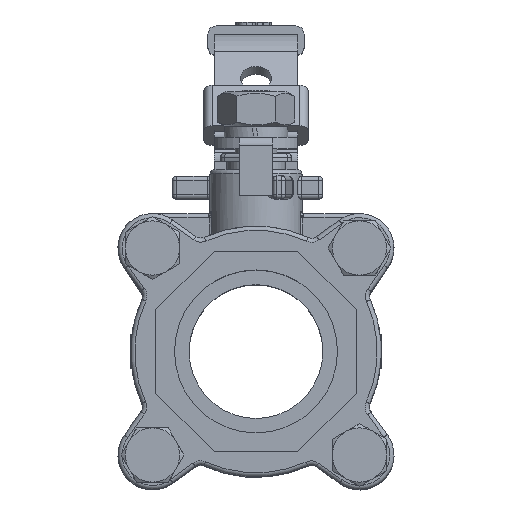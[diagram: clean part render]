
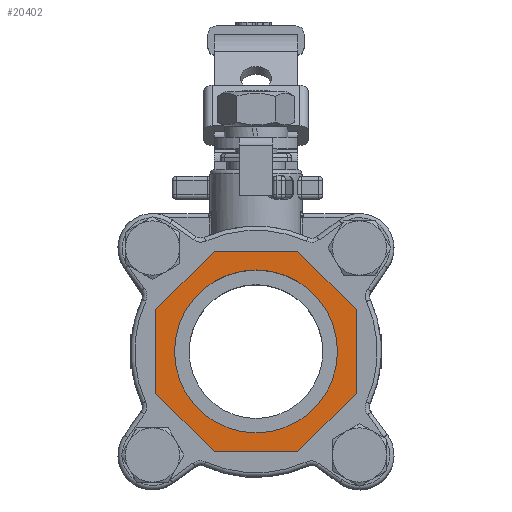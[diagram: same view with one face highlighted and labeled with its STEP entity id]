
A CAD part, top view. The second image highlights one B-rep face of the part: STEP entity #20402.
In plain terms, the highlighted planar face has unit normal (0, 0, 1).
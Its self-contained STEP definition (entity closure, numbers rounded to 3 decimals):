
#1133=FACE_BOUND('',#6265,.T.);
#1667=LINE('',#28615,#3150);
#1670=LINE('',#28621,#3153);
#1673=LINE('',#28627,#3156);
#1676=LINE('',#28633,#3159);
#1679=LINE('',#28639,#3162);
#1682=LINE('',#28645,#3165);
#1685=LINE('',#28651,#3168);
#1688=LINE('',#28655,#3171);
#3150=VECTOR('',#23835,10.);
#3153=VECTOR('',#23840,10.);
#3156=VECTOR('',#23845,10.);
#3159=VECTOR('',#23850,10.);
#3162=VECTOR('',#23855,10.);
#3165=VECTOR('',#23860,10.);
#3168=VECTOR('',#23865,10.);
#3171=VECTOR('',#23870,10.);
#4522=PLANE('',#21757);
#5072=FACE_OUTER_BOUND('',#6264,.T.);
#6264=EDGE_LOOP('',(#13850,#13851,#13852,#13853,#13854,#13855,#13856,#13857));
#6265=EDGE_LOOP('',(#13858,#13859));
#7494=CIRCLE('',#21744,19.476);
#7495=CIRCLE('',#21745,19.476);
#8424=VERTEX_POINT('',#28598);
#8425=VERTEX_POINT('',#28599);
#8430=VERTEX_POINT('',#28612);
#8431=VERTEX_POINT('',#28614);
#8433=VERTEX_POINT('',#28620);
#8435=VERTEX_POINT('',#28626);
#8437=VERTEX_POINT('',#28632);
#8439=VERTEX_POINT('',#28638);
#8441=VERTEX_POINT('',#28644);
#8443=VERTEX_POINT('',#28650);
#10455=EDGE_CURVE('',#8424,#8425,#7494,.T.);
#10456=EDGE_CURVE('',#8425,#8424,#7495,.T.);
#10462=EDGE_CURVE('',#8431,#8430,#1667,.T.);
#10465=EDGE_CURVE('',#8433,#8431,#1670,.T.);
#10468=EDGE_CURVE('',#8435,#8433,#1673,.T.);
#10471=EDGE_CURVE('',#8437,#8435,#1676,.T.);
#10474=EDGE_CURVE('',#8439,#8437,#1679,.T.);
#10477=EDGE_CURVE('',#8441,#8439,#1682,.T.);
#10480=EDGE_CURVE('',#8443,#8441,#1685,.T.);
#10483=EDGE_CURVE('',#8430,#8443,#1688,.T.);
#13850=ORIENTED_EDGE('',*,*,#10483,.T.);
#13851=ORIENTED_EDGE('',*,*,#10480,.T.);
#13852=ORIENTED_EDGE('',*,*,#10477,.T.);
#13853=ORIENTED_EDGE('',*,*,#10474,.T.);
#13854=ORIENTED_EDGE('',*,*,#10471,.T.);
#13855=ORIENTED_EDGE('',*,*,#10468,.T.);
#13856=ORIENTED_EDGE('',*,*,#10465,.T.);
#13857=ORIENTED_EDGE('',*,*,#10462,.T.);
#13858=ORIENTED_EDGE('',*,*,#10455,.T.);
#13859=ORIENTED_EDGE('',*,*,#10456,.T.);
#20402=ADVANCED_FACE('',(#5072,#1133),#4522,.T.);
#21744=AXIS2_PLACEMENT_3D('',#28600,#23820,#23821);
#21745=AXIS2_PLACEMENT_3D('',#28601,#23822,#23823);
#21757=AXIS2_PLACEMENT_3D('',#28656,#23871,#23872);
#23820=DIRECTION('center_axis',(0.,0.,-1.));
#23821=DIRECTION('ref_axis',(-1.,0.,0.));
#23822=DIRECTION('center_axis',(0.,0.,-1.));
#23823=DIRECTION('ref_axis',(-1.,0.,0.));
#23835=DIRECTION('',(0.,-1.,0.));
#23840=DIRECTION('',(-0.707,-0.707,0.));
#23845=DIRECTION('',(-1.,0.,0.));
#23850=DIRECTION('',(-0.707,0.707,0.));
#23855=DIRECTION('',(0.,1.,0.));
#23860=DIRECTION('',(0.707,0.707,0.));
#23865=DIRECTION('',(1.,0.,0.));
#23870=DIRECTION('',(0.707,-0.707,0.));
#23871=DIRECTION('center_axis',(0.,0.,1.));
#23872=DIRECTION('ref_axis',(-1.,0.,0.));
#28598=CARTESIAN_POINT('',(-19.476,0.,48.5));
#28599=CARTESIAN_POINT('',(19.476,0.,48.5));
#28600=CARTESIAN_POINT('Origin',(0.,0.,48.5));
#28601=CARTESIAN_POINT('Origin',(0.,0.,48.5));
#28612=CARTESIAN_POINT('',(-24.,-9.941,48.5));
#28614=CARTESIAN_POINT('',(-24.,9.941,48.5));
#28615=CARTESIAN_POINT('',(-24.,-9.941,48.5));
#28620=CARTESIAN_POINT('',(-9.941,24.,48.5));
#28621=CARTESIAN_POINT('',(-24.,9.941,48.5));
#28626=CARTESIAN_POINT('',(9.941,24.,48.5));
#28627=CARTESIAN_POINT('',(-9.941,24.,48.5));
#28632=CARTESIAN_POINT('',(24.,9.941,48.5));
#28633=CARTESIAN_POINT('',(9.941,24.,48.5));
#28638=CARTESIAN_POINT('',(24.,-9.941,48.5));
#28639=CARTESIAN_POINT('',(24.,9.941,48.5));
#28644=CARTESIAN_POINT('',(9.941,-24.,48.5));
#28645=CARTESIAN_POINT('',(24.,-9.941,48.5));
#28650=CARTESIAN_POINT('',(-9.941,-24.,48.5));
#28651=CARTESIAN_POINT('',(9.941,-24.,48.5));
#28655=CARTESIAN_POINT('',(-9.941,-24.,48.5));
#28656=CARTESIAN_POINT('Origin',(0.,0.,
48.5));
